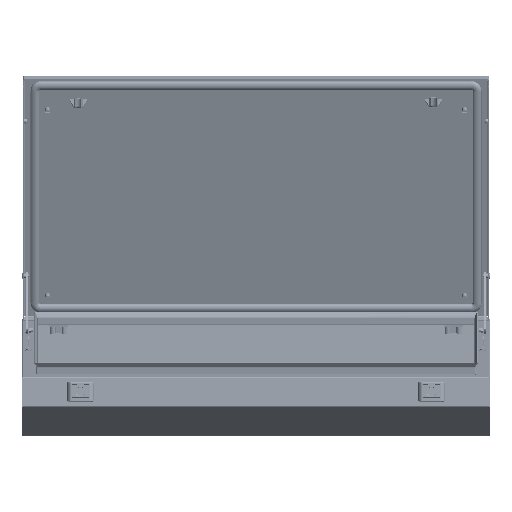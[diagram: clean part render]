
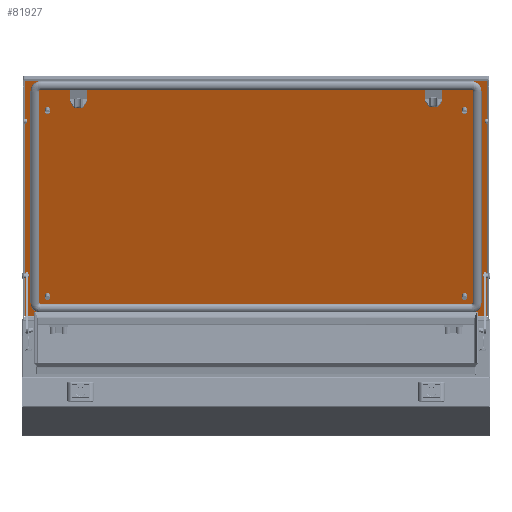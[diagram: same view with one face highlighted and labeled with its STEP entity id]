
A CAD part, front view. The second image highlights one B-rep face of the part: STEP entity #81927.
In plain terms, the highlighted face is planar.
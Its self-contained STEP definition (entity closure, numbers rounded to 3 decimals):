
#3964 = EDGE_CURVE ( 'NONE', #147239, #147237, #140412, .T. ) ;
#3965 = EDGE_CURVE ( 'NONE', #147243, #147239, #140402, .T. ) ;
#3966 = EDGE_CURVE ( 'NONE', #147251, #147243, #140420, .T. ) ;
#3967 = EDGE_CURVE ( 'NONE', #147237, #147251, #140428, .T. ) ;
#70490 = CARTESIAN_POINT ( 'NONE',  ( -218.5, -395.5, 2. ) ) ;
#70494 = CARTESIAN_POINT ( 'NONE',  ( 218.5, -395.5, 2. ) ) ;
#70502 = CARTESIAN_POINT ( 'NONE',  ( 218.5, 395.5, 2. ) ) ;
#70518 = CARTESIAN_POINT ( 'NONE',  ( -218.5, 395.5, 2. ) ) ;
#81927 = ADVANCED_FACE ( 'NONE', ( #150958 ), #143152, .T. ) ;
#97860 = AXIS2_PLACEMENT_3D ( 'NONE', #143127, #143158, #143161 ) ;
#128403 = CARTESIAN_POINT ( 'NONE',  ( -219.5, 395.5, 2. ) ) ;
#128404 = CARTESIAN_POINT ( 'NONE',  ( 218.5, 395.5, 2. ) ) ;
#128408 = CARTESIAN_POINT ( 'NONE',  ( 219.5, -395.5, 2. ) ) ;
#128409 = CARTESIAN_POINT ( 'NONE',  ( -218.5, -395.5, 2. ) ) ;
#128410 = DIRECTION ( 'NONE',  ( -1., 0., 0. ) ) ;
#128411 = DIRECTION ( 'NONE',  ( 0., -1., 0. ) ) ;
#128413 = DIRECTION ( 'NONE',  ( 1., 0., 0. ) ) ;
#128415 = DIRECTION ( 'NONE',  ( 0., 1., 0. ) ) ;
#140402 = LINE ( 'NONE', #128404, #140431 ) ;
#140412 = LINE ( 'NONE', #128408, #140425 ) ;
#140420 = LINE ( 'NONE', #128403, #140437 ) ;
#140425 = VECTOR ( 'NONE', #128410, 1000. ) ;
#140428 = LINE ( 'NONE', #128409, #140445 ) ;
#140431 = VECTOR ( 'NONE', #128411, 1000. ) ;
#140437 = VECTOR ( 'NONE', #128413, 1000. ) ;
#140445 = VECTOR ( 'NONE', #128415, 1000. ) ;
#141823 = EDGE_LOOP ( 'NONE', ( #155453, #155454, #155455, #155456 ) ) ;
#143127 = CARTESIAN_POINT ( 'NONE',  ( -219.5, -396.5, 2. ) ) ;
#143152 = PLANE ( 'NONE',  #97860 ) ;
#143158 = DIRECTION ( 'NONE',  ( 0., 0., 1. ) ) ;
#143161 = DIRECTION ( 'NONE',  ( 1., 0., 0. ) ) ;
#147237 = VERTEX_POINT ( 'NONE', #70490 ) ;
#147239 = VERTEX_POINT ( 'NONE', #70494 ) ;
#147243 = VERTEX_POINT ( 'NONE', #70502 ) ;
#147251 = VERTEX_POINT ( 'NONE', #70518 ) ;
#150958 = FACE_OUTER_BOUND ( 'NONE', #141823, .T. ) ;
#155453 = ORIENTED_EDGE ( 'NONE', *, *, #3964, .F. ) ;
#155454 = ORIENTED_EDGE ( 'NONE', *, *, #3965, .F. ) ;
#155455 = ORIENTED_EDGE ( 'NONE', *, *, #3966, .F. ) ;
#155456 = ORIENTED_EDGE ( 'NONE', *, *, #3967, .F. ) ;
